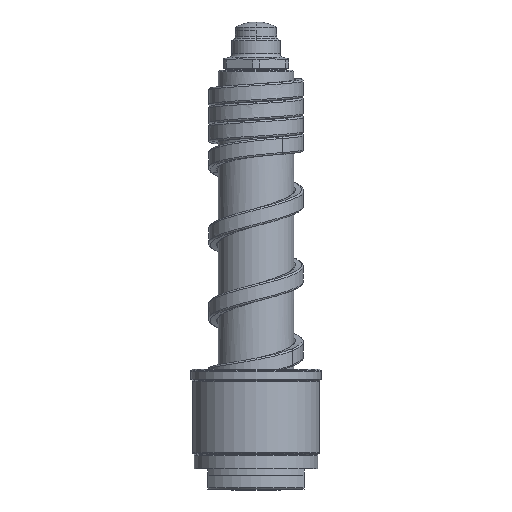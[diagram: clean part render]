
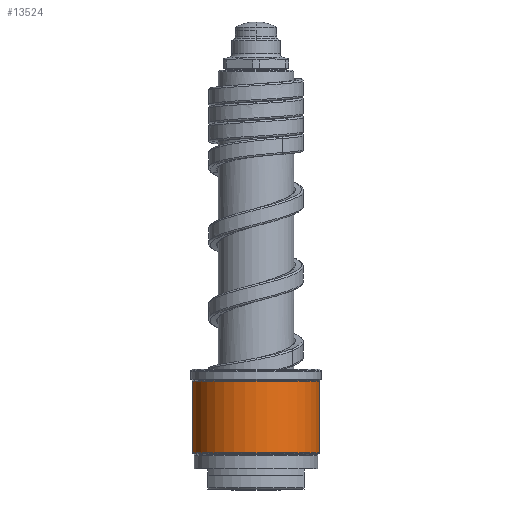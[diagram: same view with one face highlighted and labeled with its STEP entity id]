
A CAD part, front view. The second image highlights one B-rep face of the part: STEP entity #13524.
In plain terms, the highlighted cylindrical face has radius 18.5 mm (diameter 37 mm), a partial arc.
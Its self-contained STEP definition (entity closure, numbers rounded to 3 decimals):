
#4419=CARTESIAN_POINT('',(0.,0.,10.583));
#4420=DIRECTION('',(0.,0.,1.));
#4421=DIRECTION('',(-1.,0.,0.));
#4422=AXIS2_PLACEMENT_3D('',#4419,#4420,#4421);
#4424=DIRECTION('',(0.,0.,-1.));
#4425=VECTOR('',#4424,20.834);
#4426=CARTESIAN_POINT('',(-18.5,0.,31.417));
#4427=LINE('',#4426,#4425);
#4428=CARTESIAN_POINT('',(0.,0.,31.417));
#4429=DIRECTION('',(0.,0.,1.));
#4430=DIRECTION('',(-1.,0.,0.));
#4431=AXIS2_PLACEMENT_3D('',#4428,#4429,#4430);
#4433=DIRECTION('',(0.,0.,-1.));
#4434=VECTOR('',#4433,20.834);
#4435=CARTESIAN_POINT('',(18.5,0.,31.417));
#4436=LINE('',#4435,#4434);
#7191=CARTESIAN_POINT('',(18.5,0.,31.417));
#7192=CARTESIAN_POINT('',(-18.5,0.,31.417));
#7193=VERTEX_POINT('',#7191);
#7194=VERTEX_POINT('',#7192);
#7217=CARTESIAN_POINT('',(18.5,0.,10.583));
#7218=VERTEX_POINT('',#7217);
#7219=CARTESIAN_POINT('',(-18.5,0.,10.583));
#7220=VERTEX_POINT('',#7219);
#13512=CARTESIAN_POINT('',(0.,0.,8.75));
#13513=DIRECTION('',(0.,0.,1.));
#13514=DIRECTION('',(-1.,0.,0.));
#13515=AXIS2_PLACEMENT_3D('',#13512,#13513,#13514);
#13516=CYLINDRICAL_SURFACE('',#13515,18.5);
#13517=ORIENTED_EDGE('',*,*,#11119,.F.);
#13518=ORIENTED_EDGE('',*,*,#11100,.F.);
#13520=ORIENTED_EDGE('',*,*,#13519,.T.);
#13521=ORIENTED_EDGE('',*,*,#11096,.T.);
#13522=EDGE_LOOP('',(#13517,#13518,#13520,#13521));
#13523=FACE_OUTER_BOUND('',#13522,.F.);
#4423=CIRCLE('',#4422,18.5);
#4432=CIRCLE('',#4431,18.5);
#11096=EDGE_CURVE('',#7193,#7218,#4436,.T.);
#11100=EDGE_CURVE('',#7194,#7220,#4427,.T.);
#11119=EDGE_CURVE('',#7220,#7218,#4423,.T.);
#13519=EDGE_CURVE('',#7194,#7193,#4432,.T.);
#13524=ADVANCED_FACE('',(#13523),#13516,.T.);
